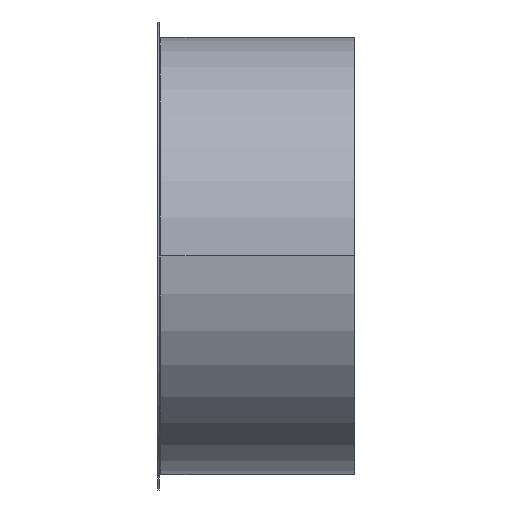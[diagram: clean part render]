
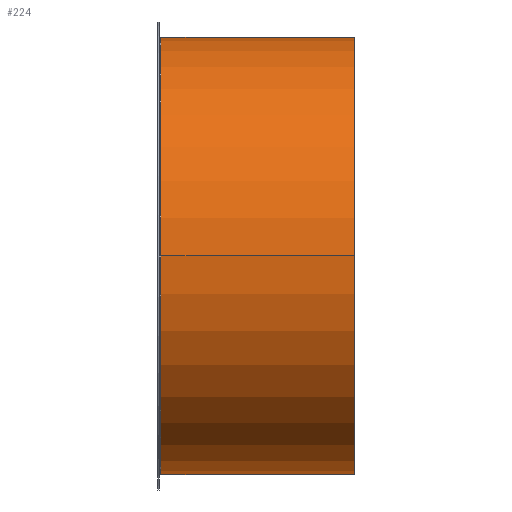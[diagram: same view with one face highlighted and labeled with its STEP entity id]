
A CAD part, left-side view. The second image highlights one B-rep face of the part: STEP entity #224.
In plain terms, the highlighted cylindrical face has radius 127.6 mm (diameter 255.2 mm), a full revolution.
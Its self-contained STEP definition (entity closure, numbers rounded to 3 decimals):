
#15=CYLINDRICAL_SURFACE('',#250,127.6);
#28=FACE_OUTER_BOUND('',#42,.T.);
#42=EDGE_LOOP('',(#171,#172,#173,#174));
#56=CIRCLE('',#249,127.6);
#57=CIRCLE('',#251,127.6);
#66=LINE('',#354,#82);
#72=LINE('',#376,#88);
#82=VECTOR('',#282,113.);
#88=VECTOR('',#312,113.);
#91=VERTEX_POINT('',#329);
#98=VERTEX_POINT('',#345);
#101=VERTEX_POINT('',#353);
#105=VERTEX_POINT('',#375);
#118=EDGE_CURVE('',#98,#101,#66,.T.);
#129=EDGE_CURVE('',#98,#91,#56,.T.);
#130=EDGE_CURVE('',#91,#105,#72,.T.);
#131=EDGE_CURVE('',#101,#105,#57,.T.);
#171=ORIENTED_EDGE('',*,*,#130,.T.);
#172=ORIENTED_EDGE('',*,*,#131,.F.);
#173=ORIENTED_EDGE('',*,*,#118,.F.);
#174=ORIENTED_EDGE('',*,*,#129,.T.);
#224=ADVANCED_FACE('',(#28),#15,.T.);
#249=AXIS2_PLACEMENT_3D('',#373,#308,#309);
#250=AXIS2_PLACEMENT_3D('',#374,#310,#311);
#251=AXIS2_PLACEMENT_3D('',#377,#313,#314);
#282=DIRECTION('',(0.,-1.,0.));
#308=DIRECTION('center_axis',(0.,-1.,0.));
#309=DIRECTION('ref_axis',(-1.,0.,0.));
#310=DIRECTION('center_axis',(0.,-1.,0.));
#311=DIRECTION('ref_axis',(-1.,0.,0.));
#312=DIRECTION('',(0.,-1.,0.));
#313=DIRECTION('center_axis',(0.,-1.,0.));
#314=DIRECTION('ref_axis',(-1.,0.,0.));
#329=CARTESIAN_POINT('',(-127.6,113.,0.002));
#345=CARTESIAN_POINT('',(-127.6,113.,0.));
#353=CARTESIAN_POINT('',(-127.6,0.,0.));
#354=CARTESIAN_POINT('',(-127.6,113.,0.));
#373=CARTESIAN_POINT('Origin',(0.,113.,0.));
#374=CARTESIAN_POINT('Origin',(0.,61.36,0.));
#375=CARTESIAN_POINT('',(-127.6,0.,0.002));
#376=CARTESIAN_POINT('',(-127.6,113.,0.002));
#377=CARTESIAN_POINT('Origin',(0.,0.,0.));
